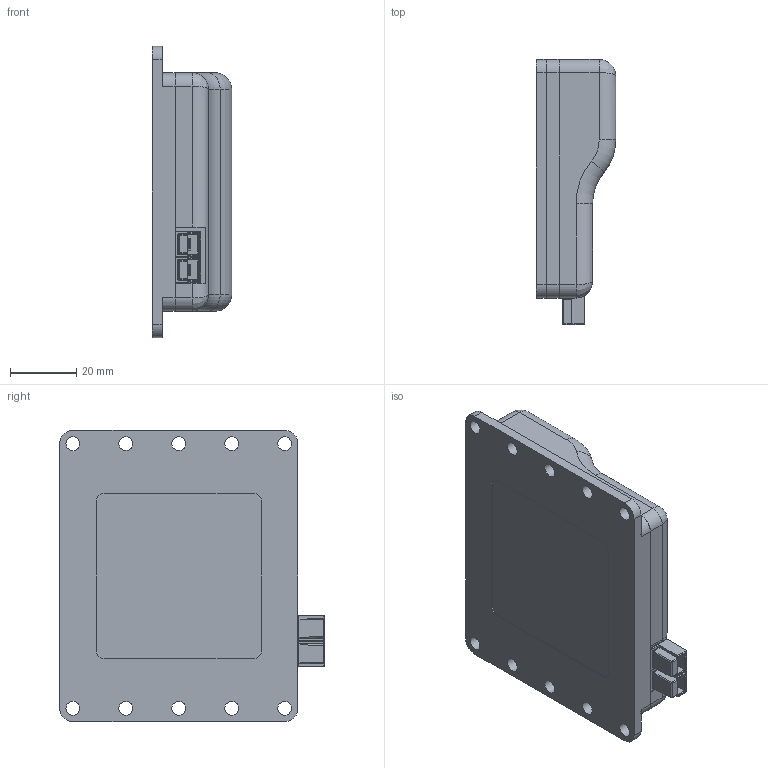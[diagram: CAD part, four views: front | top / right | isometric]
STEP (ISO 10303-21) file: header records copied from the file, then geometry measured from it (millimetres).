
FILE_DESCRIPTION(/* description */ (''),/* implementation_level */ '2;1');
FILE_NAME(/* name */ 'Core_Servo_Controller.stp',/* time_stamp */ '2015-05-05T16:19:59-04:00',/* author */ ('Colton Mehlhoff'),/* organization */ (''),/* preprocessor_version */ 'ST-DEVELOPER v15.6',/* originating_system */ 'Autodesk Inventor 2015',/* authorisation */ '');
FILE_SCHEMA (('AUTOMOTIVE_DESIGN { 1 0 10303 214 3 1 1 }'));
Length unit declared in the file: centimetre
Products named in the file (1): Core_Servo_Controller
Bounding box: 24 x 80 x 88 mm (x, y, z)
Volume: 104274.1 mm3; surface area: 21195 mm2
Topology: 1 solids, 1 shells, 612 faces, 1625 edges, 1062 vertices
Faces by surface type: plane 387, cylinder 119, bspline 92, sphere 6, torus 4, cone 4
Full cylindrical faces by diameter (mm): 0.65 x18, 4.2 x10
Entity records: 20745 total; most frequent: CARTESIAN_POINT 5395, ORIENTED_EDGE 3158, DIRECTION 2781, EDGE_CURVE 1579, LINE 1117, VECTOR 1117, VERTEX_POINT 1052, AXIS2_PLACEMENT_3D 832
